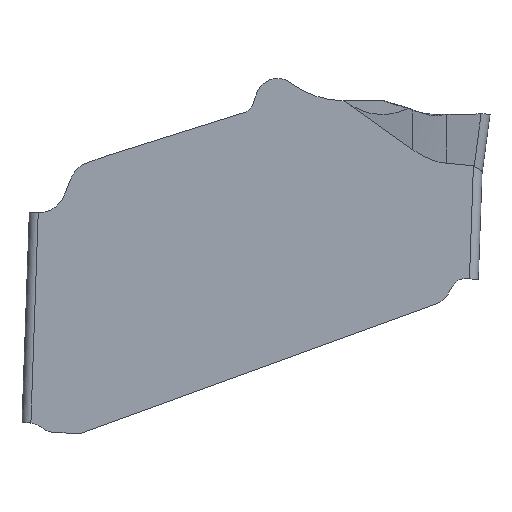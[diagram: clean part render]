
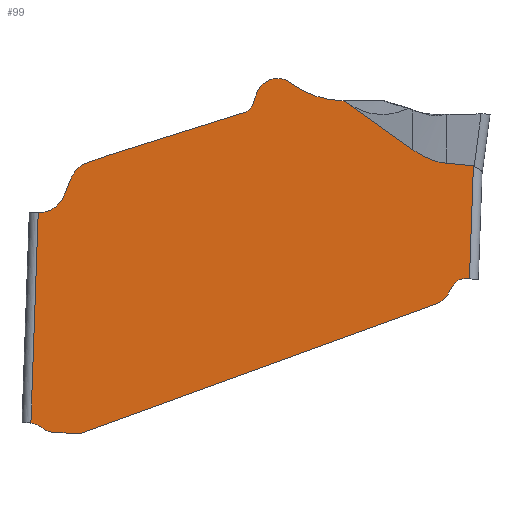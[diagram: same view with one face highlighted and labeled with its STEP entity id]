
A CAD part, left-side view. The second image highlights one B-rep face of the part: STEP entity #99.
In plain terms, the highlighted planar face has unit normal (-1, 0, 0).
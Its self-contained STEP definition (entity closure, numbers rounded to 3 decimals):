
#99=ADVANCED_FACE('',(#200),#172,.T.);
#172=PLANE('',#2041);
#200=FACE_OUTER_BOUND('',#277,.T.);
#277=EDGE_LOOP('',(#380,#381,#382,#383,#384,#385,#386,#387,#388,#389,#390,
#391,#392,#393,#394,#395,#396,#397,#398,#399,#400,#401,#402,#403,#404));
#380=ORIENTED_EDGE('',*,*,#938,.F.);
#381=ORIENTED_EDGE('',*,*,#939,.F.);
#382=ORIENTED_EDGE('',*,*,#940,.F.);
#383=ORIENTED_EDGE('',*,*,#941,.F.);
#384=ORIENTED_EDGE('',*,*,#942,.F.);
#385=ORIENTED_EDGE('',*,*,#943,.T.);
#386=ORIENTED_EDGE('',*,*,#944,.T.);
#387=ORIENTED_EDGE('',*,*,#945,.F.);
#388=ORIENTED_EDGE('',*,*,#946,.F.);
#389=ORIENTED_EDGE('',*,*,#947,.T.);
#390=ORIENTED_EDGE('',*,*,#948,.T.);
#391=ORIENTED_EDGE('',*,*,#949,.F.);
#392=ORIENTED_EDGE('',*,*,#950,.T.);
#393=ORIENTED_EDGE('',*,*,#951,.T.);
#394=ORIENTED_EDGE('',*,*,#952,.T.);
#395=ORIENTED_EDGE('',*,*,#953,.T.);
#396=ORIENTED_EDGE('',*,*,#954,.T.);
#397=ORIENTED_EDGE('',*,*,#955,.T.);
#398=ORIENTED_EDGE('',*,*,#956,.F.);
#399=ORIENTED_EDGE('',*,*,#957,.F.);
#400=ORIENTED_EDGE('',*,*,#958,.F.);
#401=ORIENTED_EDGE('',*,*,#959,.F.);
#402=ORIENTED_EDGE('',*,*,#960,.F.);
#403=ORIENTED_EDGE('',*,*,#937,.T.);
#404=ORIENTED_EDGE('',*,*,#933,.F.);
#789=VERTEX_POINT('',#2836);
#790=VERTEX_POINT('',#2838);
#791=VERTEX_POINT('',#2842);
#793=VERTEX_POINT('',#2848);
#794=VERTEX_POINT('',#2850);
#795=VERTEX_POINT('',#2856);
#796=VERTEX_POINT('',#2858);
#797=VERTEX_POINT('',#2860);
#798=VERTEX_POINT('',#2862);
#799=VERTEX_POINT('',#2864);
#800=VERTEX_POINT('',#2866);
#801=VERTEX_POINT('',#2868);
#802=VERTEX_POINT('',#2870);
#803=VERTEX_POINT('',#2872);
#804=VERTEX_POINT('',#2874);
#805=VERTEX_POINT('',#2876);
#806=VERTEX_POINT('',#2878);
#807=VERTEX_POINT('',#2880);
#808=VERTEX_POINT('',#2882);
#809=VERTEX_POINT('',#2884);
#810=VERTEX_POINT('',#2886);
#811=VERTEX_POINT('',#2888);
#812=VERTEX_POINT('',#2890);
#813=VERTEX_POINT('',#2892);
#814=VERTEX_POINT('',#2894);
#933=EDGE_CURVE('',#789,#790,#1544,.T.);
#937=EDGE_CURVE('',#791,#790,#1264,.T.);
#938=EDGE_CURVE('',#793,#789,#1547,.T.);
#939=EDGE_CURVE('',#794,#793,#1548,.T.);
#940=EDGE_CURVE('',#795,#794,#1187,.T.);
#941=EDGE_CURVE('',#796,#795,#1549,.T.);
#942=EDGE_CURVE('',#797,#796,#1550,.T.);
#943=EDGE_CURVE('',#797,#798,#1551,.T.);
#944=EDGE_CURVE('',#798,#799,#1265,.T.);
#945=EDGE_CURVE('',#800,#799,#1266,.T.);
#946=EDGE_CURVE('',#801,#800,#1552,.T.);
#947=EDGE_CURVE('',#801,#802,#1267,.T.);
#948=EDGE_CURVE('',#802,#803,#1553,.T.);
#949=EDGE_CURVE('',#804,#803,#1268,.T.);
#950=EDGE_CURVE('',#804,#805,#1554,.T.);
#951=EDGE_CURVE('',#805,#806,#1269,.T.);
#952=EDGE_CURVE('',#806,#807,#1555,.T.);
#953=EDGE_CURVE('',#807,#808,#1270,.T.);
#954=EDGE_CURVE('',#808,#809,#1556,.T.);
#955=EDGE_CURVE('',#809,#810,#1271,.T.);
#956=EDGE_CURVE('',#811,#810,#1272,.T.);
#957=EDGE_CURVE('',#812,#811,#1557,.T.);
#958=EDGE_CURVE('',#813,#812,#1558,.T.);
#959=EDGE_CURVE('',#814,#813,#1273,.T.);
#960=EDGE_CURVE('',#791,#814,#1559,.T.);
#1187=B_SPLINE_CURVE_WITH_KNOTS('',3,(#2851,#2852,#2853,#2854,#2855),
 .UNSPECIFIED.,.F.,.F.,(4,1,4),(0.,0.5,1.),.UNSPECIFIED.);
#1264=CIRCLE('',#2030,0.3);
#1265=CIRCLE('',#2032,2.);
#1266=CIRCLE('',#2033,0.495);
#1267=CIRCLE('',#2034,0.25);
#1268=CIRCLE('',#2035,0.5);
#1269=CIRCLE('',#2036,0.6);
#1270=CIRCLE('',#2037,0.6);
#1271=CIRCLE('',#2038,0.5);
#1272=CIRCLE('',#2039,0.5);
#1273=CIRCLE('',#2040,0.5);
#1544=LINE('',#2837,#1689);
#1547=LINE('',#2847,#1692);
#1548=LINE('',#2849,#1693);
#1549=LINE('',#2857,#1694);
#1550=LINE('',#2859,#1695);
#1551=LINE('',#2861,#1696);
#1552=LINE('',#2867,#1697);
#1553=LINE('',#2871,#1698);
#1554=LINE('',#2875,#1699);
#1555=LINE('',#2879,#1700);
#1556=LINE('',#2883,#1701);
#1557=LINE('',#2889,#1702);
#1558=LINE('',#2891,#1703);
#1559=LINE('',#2895,#1704);
#1689=VECTOR('',#2179,1.);
#1692=VECTOR('',#2190,1.);
#1693=VECTOR('',#2191,1.);
#1694=VECTOR('',#2192,1.);
#1695=VECTOR('',#2193,1.);
#1696=VECTOR('',#2194,1.);
#1697=VECTOR('',#2199,1.);
#1698=VECTOR('',#2202,1.);
#1699=VECTOR('',#2205,1.);
#1700=VECTOR('',#2208,1.);
#1701=VECTOR('',#2211,1.);
#1702=VECTOR('',#2216,1.);
#1703=VECTOR('',#2217,1.);
#1704=VECTOR('',#2220,1.);
#2030=AXIS2_PLACEMENT_3D('',#2845,#2186,#2187);
#2032=AXIS2_PLACEMENT_3D('',#2863,#2195,#2196);
#2033=AXIS2_PLACEMENT_3D('',#2865,#2197,#2198);
#2034=AXIS2_PLACEMENT_3D('',#2869,#2200,#2201);
#2035=AXIS2_PLACEMENT_3D('',#2873,#2203,#2204);
#2036=AXIS2_PLACEMENT_3D('',#2877,#2206,#2207);
#2037=AXIS2_PLACEMENT_3D('',#2881,#2209,#2210);
#2038=AXIS2_PLACEMENT_3D('',#2885,#2212,#2213);
#2039=AXIS2_PLACEMENT_3D('',#2887,#2214,#2215);
#2040=AXIS2_PLACEMENT_3D('',#2893,#2218,#2219);
#2041=AXIS2_PLACEMENT_3D('',#2896,#2221,#2222);
#2179=DIRECTION('',(0.,0.999,0.035));
#2186=DIRECTION('',(1.,0.,0.));
#2187=DIRECTION('',(0.,0.866,0.5));
#2190=DIRECTION('',(0.,0.035,-0.999));
#2191=DIRECTION('',(0.,-0.996,-0.092));
#2192=DIRECTION('',(0.,-0.815,-0.579));
#2193=DIRECTION('',(0.,0.035,-0.999));
#2194=DIRECTION('',(0.,1.,0.));
#2195=DIRECTION('',(1.,0.,0.));
#2196=DIRECTION('',(0.,0.,-1.));
#2197=DIRECTION('',(1.,0.,0.));
#2198=DIRECTION('',(0.,0.94,0.342));
#2199=DIRECTION('',(0.,-0.342,0.94));
#2200=DIRECTION('',(1.,0.,0.));
#2201=DIRECTION('',(0.,-0.94,-0.342));
#2202=DIRECTION('',(0.,0.954,-0.301));
#2203=DIRECTION('',(1.,0.,0.));
#2204=DIRECTION('',(0.,0.342,0.94));
#2205=DIRECTION('',(0.,0.94,-0.342));
#2206=DIRECTION('',(-1.,0.,0.));
#2207=DIRECTION('',(0.,0.342,0.94));
#2208=DIRECTION('',(0.,0.375,-0.927));
#2209=DIRECTION('',(1.,0.,0.));
#2210=DIRECTION('',(0.,-0.927,-0.375));
#2211=DIRECTION('',(0.,0.035,-0.999));
#2212=DIRECTION('',(1.,0.,0.));
#2213=DIRECTION('',(0.,-0.135,0.991));
#2214=DIRECTION('',(1.,0.,0.));
#2215=DIRECTION('',(0.,0.035,-0.999));
#2216=DIRECTION('',(0.,0.999,0.035));
#2217=DIRECTION('',(0.,0.94,-0.342));
#2218=DIRECTION('',(1.,0.,0.));
#2219=DIRECTION('',(0.,-0.866,-0.5));
#2220=DIRECTION('',(0.,0.5,-0.866));
#2221=DIRECTION('',(-1.,0.,0.));
#2222=DIRECTION('',(0.,0.999,0.035));
#2836=CARTESIAN_POINT('',(-1.05,0.177,-3.712));
#2837=CARTESIAN_POINT('',(-1.05,0.177,-3.712));
#2838=CARTESIAN_POINT('',(-1.05,0.276,-3.708));
#2842=CARTESIAN_POINT('',(-1.05,0.546,-3.858));
#2845=CARTESIAN_POINT('',(-1.05,0.286,-4.008));
#2847=CARTESIAN_POINT('',(-1.05,0.088,-1.165));
#2848=CARTESIAN_POINT('',(-1.05,0.088,-1.165));
#2849=CARTESIAN_POINT('',(-1.05,0.696,-1.109));
#2850=CARTESIAN_POINT('',(-1.05,0.696,-1.109));
#2851=CARTESIAN_POINT('',(-1.05,1.45,-0.806));
#2852=CARTESIAN_POINT('',(-1.05,1.336,-0.887));
#2853=CARTESIAN_POINT('',(-1.05,1.098,-1.024));
#2854=CARTESIAN_POINT('',(-1.05,0.836,-1.096));
#2855=CARTESIAN_POINT('',(-1.05,0.696,-1.109));
#2856=CARTESIAN_POINT('',(-1.05,1.45,-0.806));
#2857=CARTESIAN_POINT('',(-1.05,2.998,0.292));
#2858=CARTESIAN_POINT('',(-1.05,2.998,0.292));
#2859=CARTESIAN_POINT('',(-1.05,2.998,0.3));
#2860=CARTESIAN_POINT('',(-1.05,2.998,0.3));
#2861=CARTESIAN_POINT('',(-1.05,2.998,0.3));
#2862=CARTESIAN_POINT('',(-1.05,3.,0.3));
#2863=CARTESIAN_POINT('',(-1.05,3.,2.3));
#2864=CARTESIAN_POINT('',(-1.05,4.201,0.701));
#2865=CARTESIAN_POINT('',(-1.05,4.498,0.305));
#2866=CARTESIAN_POINT('',(-1.05,4.963,0.474));
#2867=CARTESIAN_POINT('',(-1.05,5.064,0.196));
#2868=CARTESIAN_POINT('',(-1.05,5.064,0.196));
#2869=CARTESIAN_POINT('',(-1.05,5.299,0.282));
#2870=CARTESIAN_POINT('',(-1.05,5.224,0.043));
#2871=CARTESIAN_POINT('',(-1.05,5.224,0.043));
#2872=CARTESIAN_POINT('',(-1.05,8.331,-0.936));
#2873=CARTESIAN_POINT('',(-1.05,8.18,-1.413));
#2874=CARTESIAN_POINT('',(-1.05,8.351,-0.943));
#2875=CARTESIAN_POINT('',(-1.05,8.351,-0.943));
#2876=CARTESIAN_POINT('',(-1.05,8.792,-1.104));
#2877=CARTESIAN_POINT('',(-1.05,8.587,-1.667));
#2878=CARTESIAN_POINT('',(-1.05,9.143,-1.443));
#2879=CARTESIAN_POINT('',(-1.05,9.143,-1.443));
#2880=CARTESIAN_POINT('',(-1.05,9.306,-1.847));
#2881=CARTESIAN_POINT('',(-1.05,9.863,-1.622));
#2882=CARTESIAN_POINT('',(-1.05,9.884,-2.222));
#2883=CARTESIAN_POINT('',(-1.05,9.884,-2.222));
#2884=CARTESIAN_POINT('',(-1.05,10.049,-6.956));
#2885=CARTESIAN_POINT('',(-1.05,10.116,-7.451));
#2886=CARTESIAN_POINT('',(-1.05,9.802,-7.062));
#2887=CARTESIAN_POINT('',(-1.05,9.489,-6.673));
#2888=CARTESIAN_POINT('',(-1.05,9.506,-7.173));
#2889=CARTESIAN_POINT('',(-1.05,8.943,-7.192));
#2890=CARTESIAN_POINT('',(-1.05,8.943,-7.192));
#2891=CARTESIAN_POINT('',(-1.05,0.921,-4.273));
#2892=CARTESIAN_POINT('',(-1.05,0.921,-4.273));
#2893=CARTESIAN_POINT('',(-1.05,1.092,-3.803));
#2894=CARTESIAN_POINT('',(-1.05,0.659,-4.053));
#2895=CARTESIAN_POINT('',(-1.05,0.546,-3.858));
#2896=CARTESIAN_POINT('',(-1.05,9.772,0.969));
